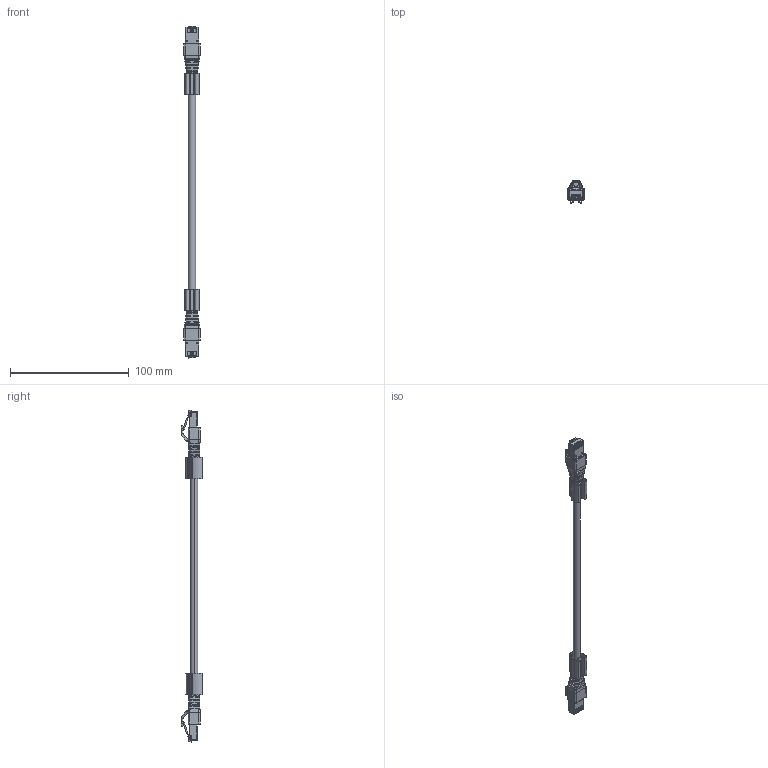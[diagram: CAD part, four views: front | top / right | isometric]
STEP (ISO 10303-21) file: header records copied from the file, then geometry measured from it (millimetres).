
FILE_DESCRIPTION(('CATIA V5 STEP Exchange','CAx-IF Rec.Pracs.--- Model Styling and Organization---1.5--- 2016-08-15','CAx-IF Rec.Pracs.---Supplemental Geometry---1.0---2011-11-01','CAx-IF Rec.Pracs.--- Composite Materials ---1.1---2010-07-15'),'2;1');
FILE_NAME ('291831-2_0', '2025-08-19T08:06:16+00:00', ('none'), ('Weidmueller'), 'CATIA Version 5-6 Release 2024 SP4', 'CATIA V5 STEP AP214 v3', 'none');
FILE_SCHEMA(('AUTOMOTIVE_DESIGN { 1 0 10303 214 1 1 1 1 }'));
Length unit declared in the file: millimetre
Products named in the file (1): 1166030000
Bounding box: 13.7 x 18.46 x 279.96 mm (x, y, z)
Volume: 14480.7 mm3; surface area: 16496.3 mm2
Topology: 1 solids, 5 shells, 1448 faces, 4120 edges, 2652 vertices
Faces by surface type: plane 872, cylinder 386, bspline 172, torus 14, sphere 4
Entity records: 54154 total; most frequent: CARTESIAN_POINT 20900, ORIENTED_EDGE 8208, DIRECTION 4847, EDGE_CURVE 4104, VECTOR 2667, LINE 2667, VERTEX_POINT 2652, EDGE_LOOP 1474
